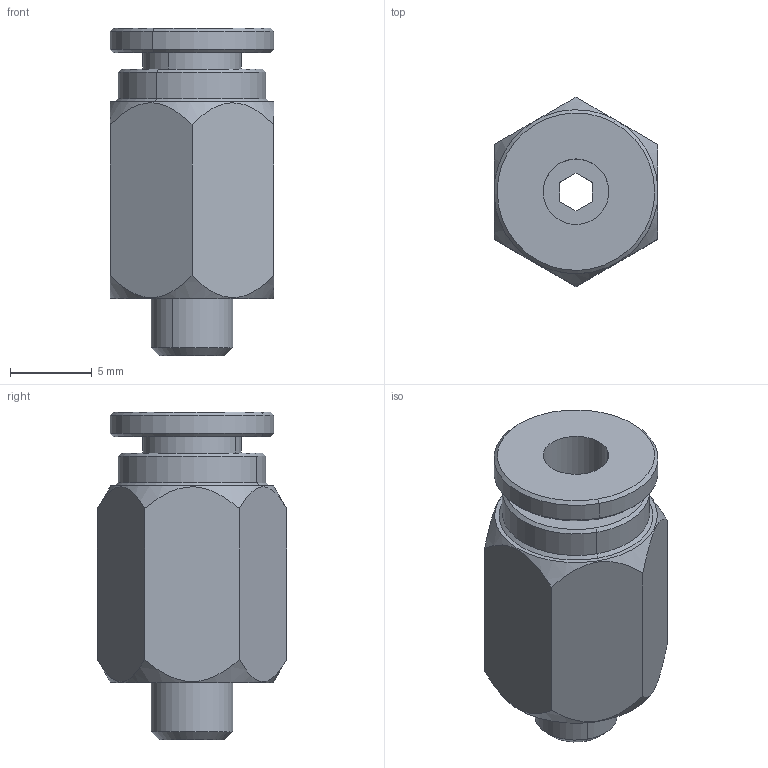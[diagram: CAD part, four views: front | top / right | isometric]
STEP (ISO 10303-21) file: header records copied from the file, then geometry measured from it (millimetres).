
FILE_DESCRIPTION(('CATIA V5 STEP Exchange'),'2;1');
FILE_NAME('PC4-M5.stp','2021-01-30T15:49:29+00:00',('none'),('none'),'CATIA Version 5 Release 20 SP 1 (IN-10)','CATIA V5 STEP AP203','none');
FILE_SCHEMA(('CONFIG_CONTROL_DESIGN'));
Length unit declared in the file: millimetre
Products named in the file (1): PC4-M5
Bounding box: 10 x 11.55 x 20 mm (x, y, z)
Volume: 1192.3 mm3; surface area: 1030.7 mm2
Topology: 1 solids, 1 shells, 46 faces, 104 edges, 66 vertices
Faces by surface type: plane 20, cone 14, cylinder 12
Entity records: 1426 total; most frequent: CARTESIAN_POINT 410, ORIENTED_EDGE 208, DIRECTION 166, EDGE_CURVE 104, AXIS2_PLACEMENT_3D 78, VERTEX_POINT 66, EDGE_LOOP 54, VECTOR 50
